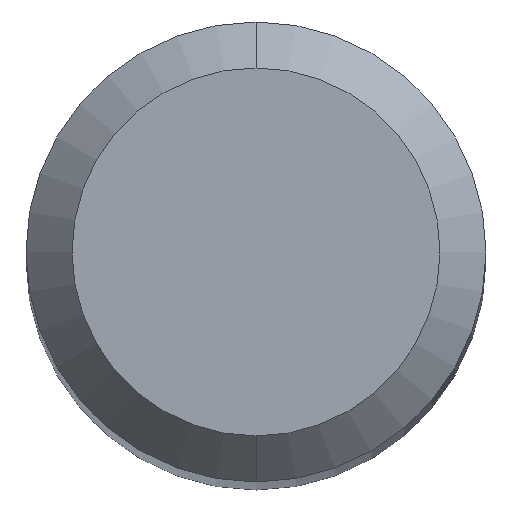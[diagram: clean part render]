
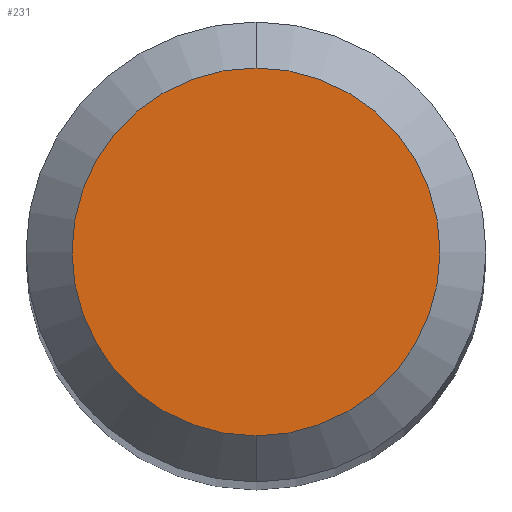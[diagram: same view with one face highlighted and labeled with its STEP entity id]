
A CAD part, top view. The second image highlights one B-rep face of the part: STEP entity #231.
In plain terms, the highlighted planar face has unit normal (0, 0, 1).
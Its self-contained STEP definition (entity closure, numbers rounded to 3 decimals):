
#197=EDGE_CURVE('',#239,#257,#504,.T.);
#231=ADVANCED_FACE('',(#542),#543,.T.);
#239=VERTEX_POINT('',#552);
#249=EDGE_CURVE('',#257,#239,#563,.T.);
#257=VERTEX_POINT('',#572);
#504=CIRCLE('',#862,1.2);
#542=FACE_OUTER_BOUND('',#949,.T.);
#543=PLANE('',#950);
#552=CARTESIAN_POINT('',(0.,-1.2,0.));
#563=CIRCLE('',#983,1.2);
#572=CARTESIAN_POINT('',(0.0,1.2,0.));
#862=AXIS2_PLACEMENT_3D('',#1454,#1455,#1456);
#949=EDGE_LOOP('',(#1505,#1506));
#950=AXIS2_PLACEMENT_3D('',#1507,#1508,#1509);
#983=AXIS2_PLACEMENT_3D('',#1534,#1535,#1536);
#1454=CARTESIAN_POINT('',(0.0,0.0,0.));
#1455=DIRECTION('',(0.0,0.0,-1.0));
#1456=DIRECTION('',(0.0,1.0,0.0));
#1505=ORIENTED_EDGE('',*,*,#249,.F.);
#1506=ORIENTED_EDGE('',*,*,#197,.F.);
#1507=CARTESIAN_POINT('',(0.0,0.6,0.));
#1508=DIRECTION('',(-0.0,0.0,1.0));
#1509=DIRECTION('',(0.0,-1.0,0.0));
#1534=CARTESIAN_POINT('',(0.0,0.0,0.));
#1535=DIRECTION('',(0.0,0.0,-1.0));
#1536=DIRECTION('',(0.0,1.0,0.0));
